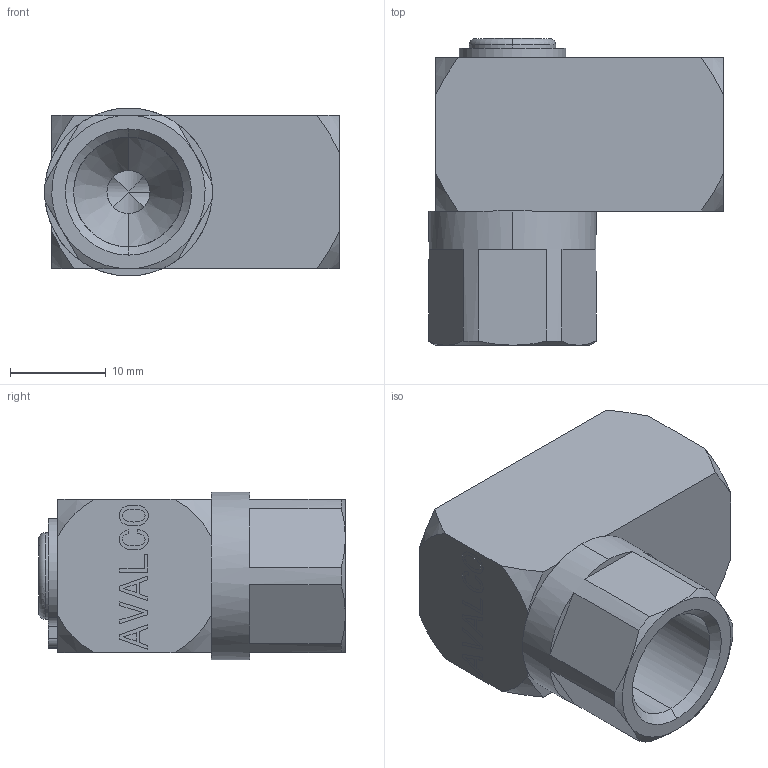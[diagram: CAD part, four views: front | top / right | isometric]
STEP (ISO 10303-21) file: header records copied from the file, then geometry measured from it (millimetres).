
FILE_DESCRIPTION(('CATIA V5 STEP Exchange'),'2;1');
FILE_NAME('DS31-1Fx14-1Fx14.stp','2018-10-04T07:28:18+00:00',('none'),('none'),'CATIA Version 5 Release 21 GA (IN-10)','CATIA V5 STEP AP203','none');
FILE_SCHEMA(('CONFIG_CONTROL_DESIGN'));
Length unit declared in the file: millimetre
Products named in the file (1): DS31-1Fx14-1Fx14
Bounding box: 30.75 x 32 x 17.5 mm (x, y, z)
Volume: 7808.2 mm3; surface area: 5667.2 mm2
Topology: 3 solids, 3 shells, 202 faces, 547 edges, 358 vertices
Faces by surface type: plane 144, cylinder 36, cone 20, torus 2
Entity records: 6739 total; most frequent: CARTESIAN_POINT 1898, ORIENTED_EDGE 1094, DIRECTION 818, EDGE_CURVE 547, VECTOR 400, LINE 400, VERTEX_POINT 358, AXIS2_PLACEMENT_3D 234
